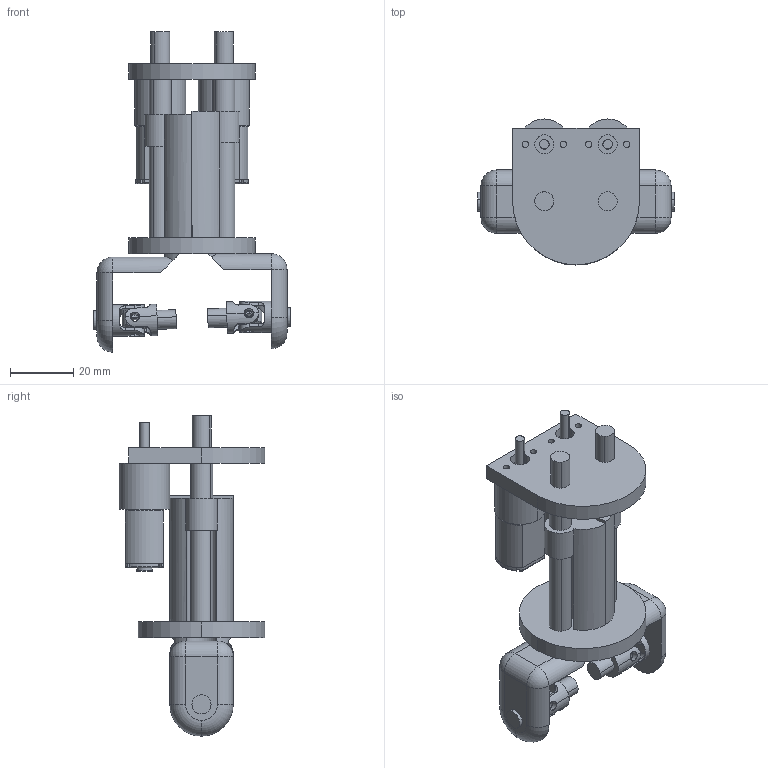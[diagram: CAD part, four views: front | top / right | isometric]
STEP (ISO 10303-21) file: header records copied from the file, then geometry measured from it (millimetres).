
FILE_DESCRIPTION (( 'STEP AP214' ), '1' );
FILE_NAME ('Ensamblaje2.STEP', '2019-04-01T22:22:34', ( 'MariaConsuegra' ), ( '' ), 'SwSTEP 2.0', 'SolidWorks 2015', '' );
FILE_SCHEMA (( 'AUTOMOTIVE_DESIGN' ));
Length unit declared in the file: millimetre
Products named in the file (11): Ensamblaje2; Muñeca_1; motoreductor; base_reductor; reductor; cuerpo; CARDAN_CENTRO; CARDAN1; Pieza1; muñeca_tornillo; Muñeca_2
Assembly tree (17 placements, depth 3):
  Ensamblaje2
    Muñeca_1
    Muñeca_2
    muñeca_tornillo  x2
    Pieza1  x2
    CARDAN1  x4
    CARDAN_CENTRO  x2
    motoreductor  x2
      cuerpo
      reductor
      base_reductor
Bounding box: 62 x 46 x 101.06 mm (x, y, z)
Volume: 49946.2 mm3; surface area: 29180.8 mm2
Topology: 18 solids, 18 shells, 369 faces, 919 edges, 590 vertices
Faces by surface type: cylinder 202, plane 131, torus 24, cone 8, sphere 4
Entity records: 6173 total; most frequent: CARTESIAN_POINT 1379, DIRECTION 953, ORIENTED_EDGE 864, EDGE_CURVE 432, AXIS2_PLACEMENT_3D 385, VERTEX_POINT 278, EDGE_LOOP 218, CIRCLE 187
